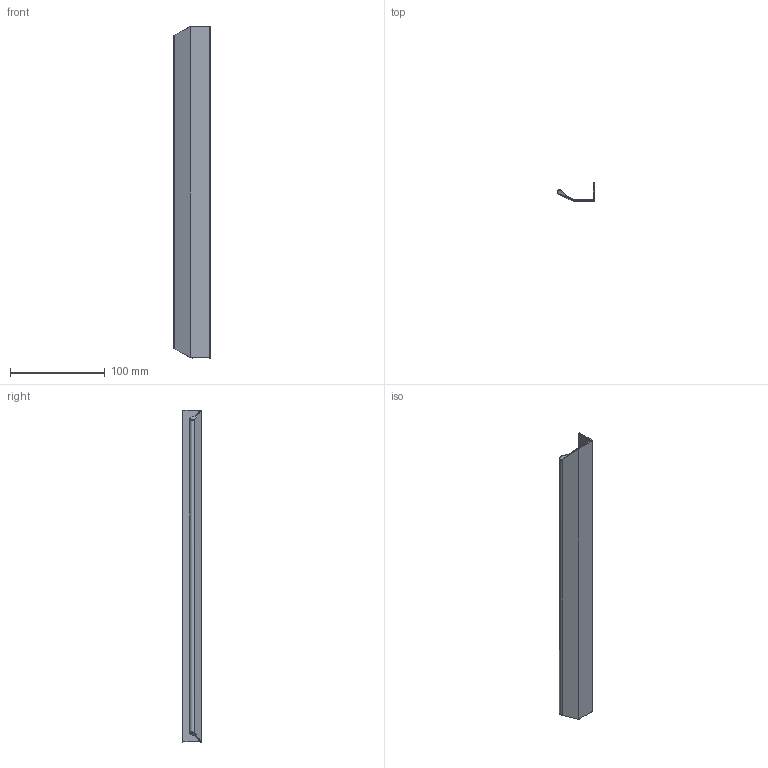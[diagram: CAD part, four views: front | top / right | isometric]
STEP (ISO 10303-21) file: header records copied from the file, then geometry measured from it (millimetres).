
FILE_DESCRIPTION(/* description */ (''),/* implementation_level */ '2;1');
FILE_NAME(/* name */ 'UA-TREX-CROSS-320-....stp',/* time_stamp */ '2023-07-13T14:46:55+02:00',/* author */ ('MarcinS'),/* organization */ (''),/* preprocessor_version */ 'ST-DEVELOPER v19.2',/* originating_system */ 'Autodesk Inventor 2023',/* authorisation */ '');
FILE_SCHEMA (('AUTOMOTIVE_DESIGN { 1 0 10303 214 3 1 1 }'));
Length unit declared in the file: millimetre
Products named in the file (1): 1-2
Bounding box: 38.9 x 20 x 350 mm (x, y, z)
Volume: 37909.7 mm3; surface area: 43057.3 mm2
Topology: 1 solids, 1 shells, 55 faces, 127 edges, 74 vertices
Faces by surface type: cylinder 23, plane 12, bspline 8, torus 6, sphere 4, cone 2
Entity records: 2658 total; most frequent: CARTESIAN_POINT 1374, DIRECTION 273, ORIENTED_EDGE 254, EDGE_CURVE 127, AXIS2_PLACEMENT_3D 111, VERTEX_POINT 74, EDGE_LOOP 59, FACE_OUTER_BOUND 55
